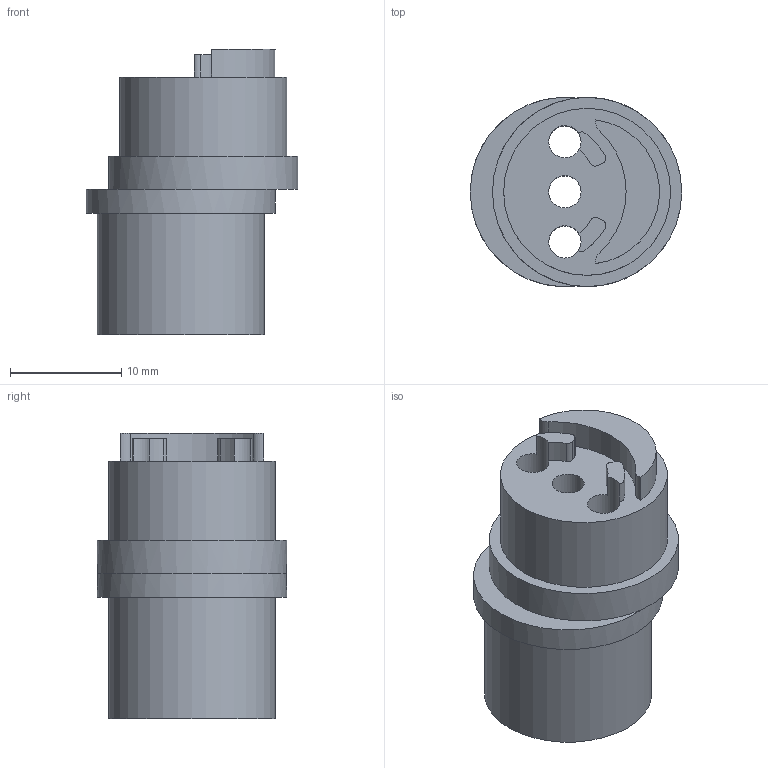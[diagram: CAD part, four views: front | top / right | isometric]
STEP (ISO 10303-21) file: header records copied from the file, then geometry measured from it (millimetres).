
FILE_DESCRIPTION(/* description */ (''),/* implementation_level */ '2;1');
FILE_NAME(/* name */ 'Eccentric Rod Middle.step',/* time_stamp */ '2025-09-14T20:41:58+08:00',/* author */ (''),/* organization */ (''),/* preprocessor_version */ 'ST-DEVELOPER v20.1',/* originating_system */ 'Autodesk Translation Framework v14.10.0.0',/* authorisation */ '');
FILE_SCHEMA (('AUTOMOTIVE_DESIGN { 1 0 10303 214 3 1 1 }'));
Length unit declared in the file: millimetre
Products named in the file (2): Cyclodial Drive v4.4; Interior
Assembly tree (1 placements, depth 2):
  Cyclodial Drive v4.4
    Interior
Bounding box: 19 x 17 x 25.65 mm (x, y, z)
Volume: 3570.9 mm3; surface area: 2430.4 mm2
Topology: 1 solids, 1 shells, 43 faces, 115 edges, 76 vertices
Faces by surface type: cylinder 31, plane 12
Full cylindrical faces by diameter (mm): 2.9 x3, 15 x2, 17 x2
Entity records: 1462 total; most frequent: DIRECTION 281, CARTESIAN_POINT 237, ORIENTED_EDGE 230, AXIS2_PLACEMENT_3D 120, EDGE_CURVE 115, VERTEX_POINT 76, CIRCLE 74, EDGE_LOOP 51
